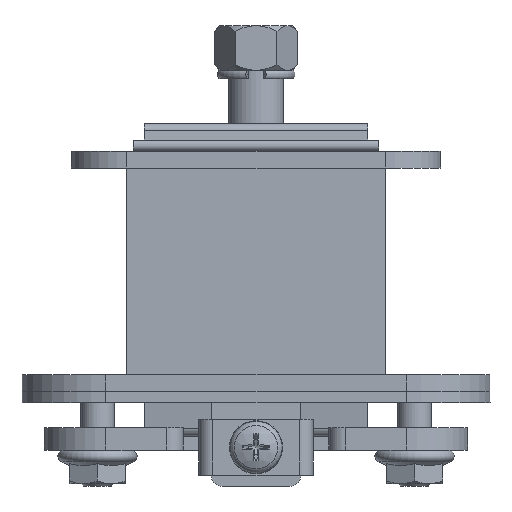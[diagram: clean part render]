
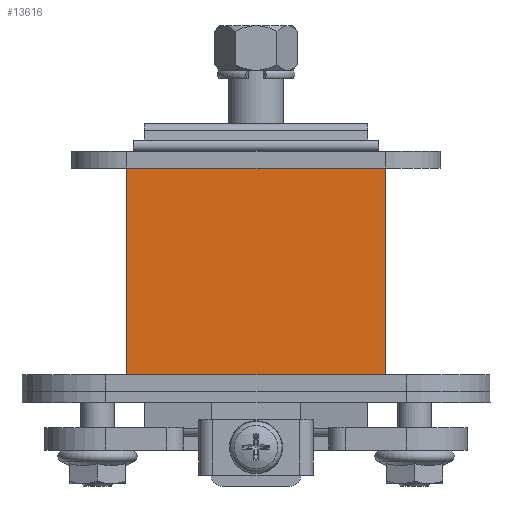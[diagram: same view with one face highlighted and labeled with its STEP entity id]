
A CAD part, front view. The second image highlights one B-rep face of the part: STEP entity #13616.
In plain terms, the highlighted planar face has unit normal (0, -1, 0).
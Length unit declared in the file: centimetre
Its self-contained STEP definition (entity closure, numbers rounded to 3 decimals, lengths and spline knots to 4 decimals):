
#1368=FACE_OUTER_BOUND('',#2233,.T.);
#2233=EDGE_LOOP('',(#11711,#11712,#11713,#11714));
#3781=LINE('',#23267,#4820);
#3856=LINE('',#23730,#4895);
#3862=LINE('',#23753,#4901);
#3863=LINE('',#23755,#4902);
#4820=VECTOR('',#18230,1.);
#4895=VECTOR('',#18505,1.);
#4901=VECTOR('',#18537,1.);
#4902=VECTOR('',#18540,1.);
#6054=VERTEX_POINT('',#23265);
#6055=VERTEX_POINT('',#23266);
#6141=VERTEX_POINT('',#23724);
#6143=VERTEX_POINT('',#23728);
#7882=EDGE_CURVE('',#6054,#6055,#3781,.T.);
#8021=EDGE_CURVE('',#6141,#6143,#3856,.T.);
#8031=EDGE_CURVE('',#6054,#6141,#3862,.T.);
#8032=EDGE_CURVE('',#6055,#6143,#3863,.T.);
#11711=ORIENTED_EDGE('',*,*,#7882,.F.);
#11712=ORIENTED_EDGE('',*,*,#8031,.T.);
#11713=ORIENTED_EDGE('',*,*,#8021,.T.);
#11714=ORIENTED_EDGE('',*,*,#8032,.F.);
#12519=PLANE('',#14958);
#13616=ADVANCED_FACE('',(#1368),#12519,.T.);
#14958=AXIS2_PLACEMENT_3D('',#23754,#18538,#18539);
#18230=DIRECTION('',(-1.,0.,0.));
#18505=DIRECTION('',(-1.,0.,0.));
#18537=DIRECTION('',(0.,0.,1.));
#18538=DIRECTION('center_axis',(0.,-1.,0.));
#18539=DIRECTION('ref_axis',(0.,0.,
-1.));
#18540=DIRECTION('',(0.,0.,1.));
#23265=CARTESIAN_POINT('',(2.31,-10.,-3.7));
#23266=CARTESIAN_POINT('',(-2.31,-10.,-3.7));
#23267=CARTESIAN_POINT('',(0.,-10.,-3.7));
#23724=CARTESIAN_POINT('',(2.31,-10.,0.));
#23728=CARTESIAN_POINT('',(-2.31,-10.,0.));
#23730=CARTESIAN_POINT('',(-7.72,-10.,0.));
#23753=CARTESIAN_POINT('',(2.31,-10.,-4.));
#23754=CARTESIAN_POINT('Origin',(1.52,-10.,-4.));
#23755=CARTESIAN_POINT('',(-2.31,-10.,-4.));
